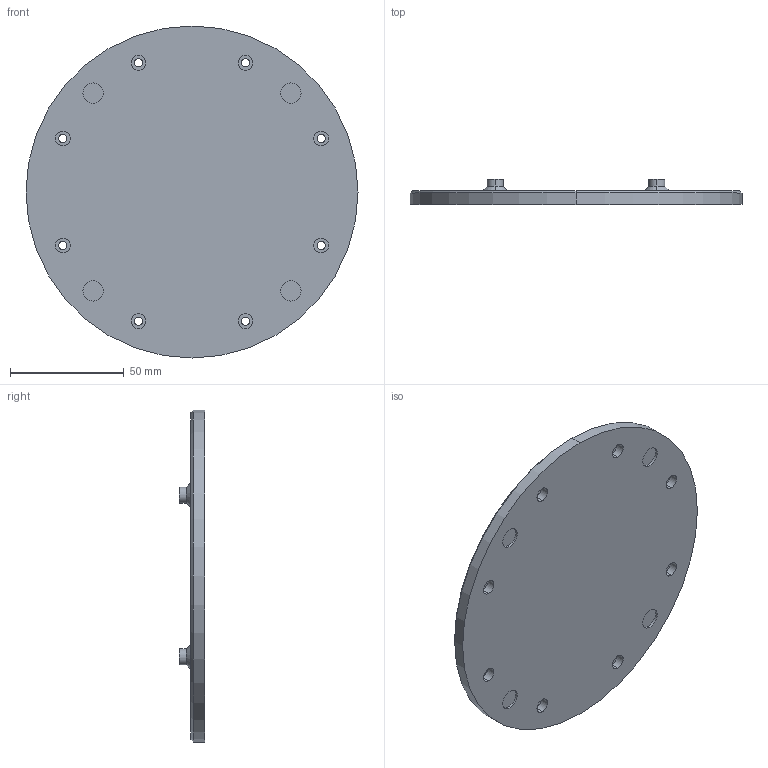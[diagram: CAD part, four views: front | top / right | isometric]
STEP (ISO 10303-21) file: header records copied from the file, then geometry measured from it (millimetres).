
FILE_DESCRIPTION (( 'STEP AP214' ), '1' );
FILE_NAME ('FF_Base.STEP', '2022-11-20T21:14:33', ( '' ), ( '' ), 'SwSTEP 2.0', 'SolidWorks 2020', '' );
FILE_SCHEMA (( 'AUTOMOTIVE_DESIGN' ));
Length unit declared in the file: millimetre
Products named in the file (1): FF_Base
Bounding box: 146 x 11 x 146 mm (x, y, z)
Volume: 85559.2 mm3; surface area: 37756.8 mm2
Topology: 1 solids, 1 shells, 99 faces, 218 edges, 142 vertices
Faces by surface type: cylinder 63, plane 26, cone 10
Entity records: 2866 total; most frequent: DIRECTION 550, CARTESIAN_POINT 480, ORIENTED_EDGE 436, AXIS2_PLACEMENT_3D 236, EDGE_CURVE 218, VERTEX_POINT 142, EDGE_LOOP 136, CIRCLE 136
